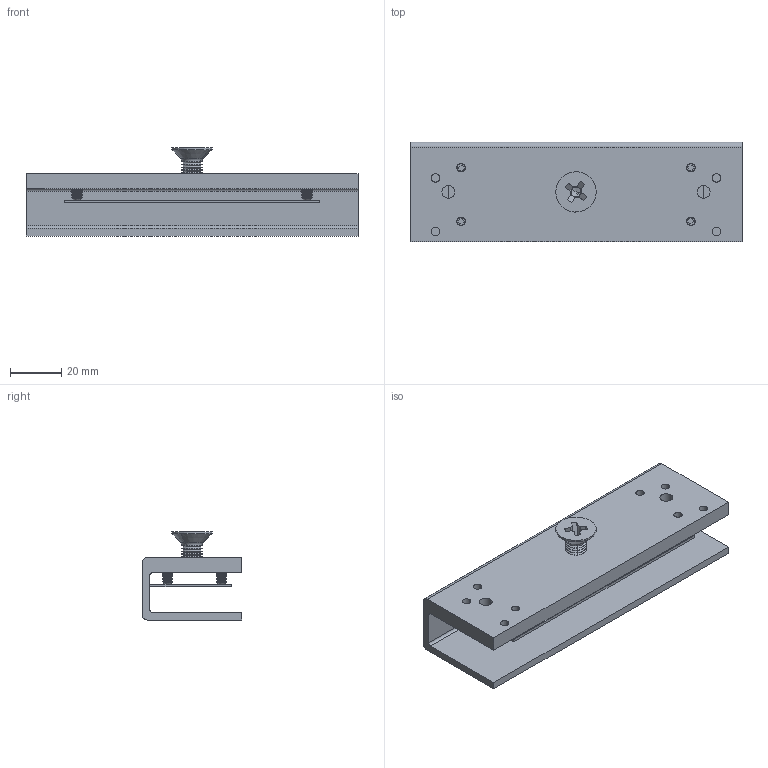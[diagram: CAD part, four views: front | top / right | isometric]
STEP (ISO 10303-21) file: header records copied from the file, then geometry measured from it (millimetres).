
FILE_DESCRIPTION (( 'STEP AP214' ), '1' );
FILE_NAME ('EF150U.step', '2021-07-29T14:09:52', ( '' ), ( '' ), 'SwSTEP 2.0', 'SolidWorks 2020', '' );
FILE_SCHEMA (( 'AUTOMOTIVE_DESIGN' ));
Length unit declared in the file: millimetre
Products named in the file (8): MP0342-U BRACKET-1; EF150U; ISO 4026 - M4 x 6-S-2; ISO 4026 - M4 x 6-S-5; ISO 4026 - M4 x 6-S-4; ISO 7046-1 - M8 x 16 - Z --- 16S-2; MP0343-PROTECTION PLATE-1; ISO 4026 - M4 x 6-S-3
Assembly tree (7 placements, depth 2):
  EF150U
    ISO 4026 - M4 x 6-S-5
    ISO 4026 - M4 x 6-S-4
    ISO 4026 - M4 x 6-S-2
    MP0343-PROTECTION PLATE-1
    MP0342-U BRACKET-1
    ISO 4026 - M4 x 6-S-3
    ISO 7046-1 - M8 x 16 - Z --- 16S-2
Bounding box: 130 x 39 x 34.52 mm (x, y, z)
Volume: 55351.6 mm3; surface area: 35097.5 mm2
Topology: 7 solids, 7 shells, 389 faces, 1008 edges, 637 vertices
Faces by surface type: cone 206, cylinder 110, plane 71, torus 2
Entity records: 12400 total; most frequent: DIRECTION 2342, CARTESIAN_POINT 2066, ORIENTED_EDGE 2012, EDGE_CURVE 1006, AXIS2_PLACEMENT_3D 945, VERTEX_POINT 637, CIRCLE 546, LINE 452
